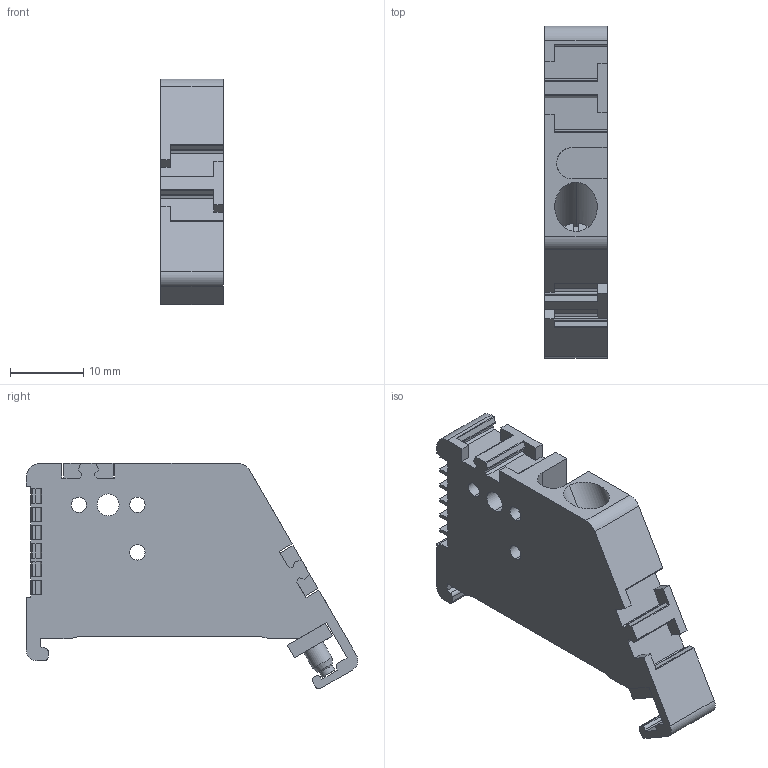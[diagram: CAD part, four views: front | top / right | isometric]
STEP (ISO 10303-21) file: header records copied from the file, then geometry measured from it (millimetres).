
FILE_DESCRIPTION(('CATIA V5R24 STEP','CAx-IF Rec.Pracs.--- Model Styling and Organization---1.2---2011-12-15'),'2;1');
FILE_NAME ('13163931_2', '2018-06-20T09:36:31+00:00', ('Weidmueller Interface'), ('Weidmueller'), 'CATIA Version 5-6 Release 2014 SP4 HF52', 'CATIA V5 STEP AP214', 'none');
FILE_SCHEMA(('AUTOMOTIVE_DESIGN { 1 0 10303 214 1 1 1 1 }'));
Length unit declared in the file: millimetre
Products named in the file (1): _EW 35 0383560000
Bounding box: 8.5 x 45.33 x 30.85 mm (x, y, z)
Volume: 6524.2 mm3; surface area: 4374 mm2
Topology: 2 solids, 2 shells, 241 faces, 694 edges, 461 vertices
Faces by surface type: plane 193, cylinder 44, cone 4
Entity records: 7859 total; most frequent: CARTESIAN_POINT 1521, ORIENTED_EDGE 1388, DIRECTION 1158, EDGE_CURVE 694, VECTOR 598, LINE 598, VERTEX_POINT 461, AXIS2_PLACEMENT_3D 322
